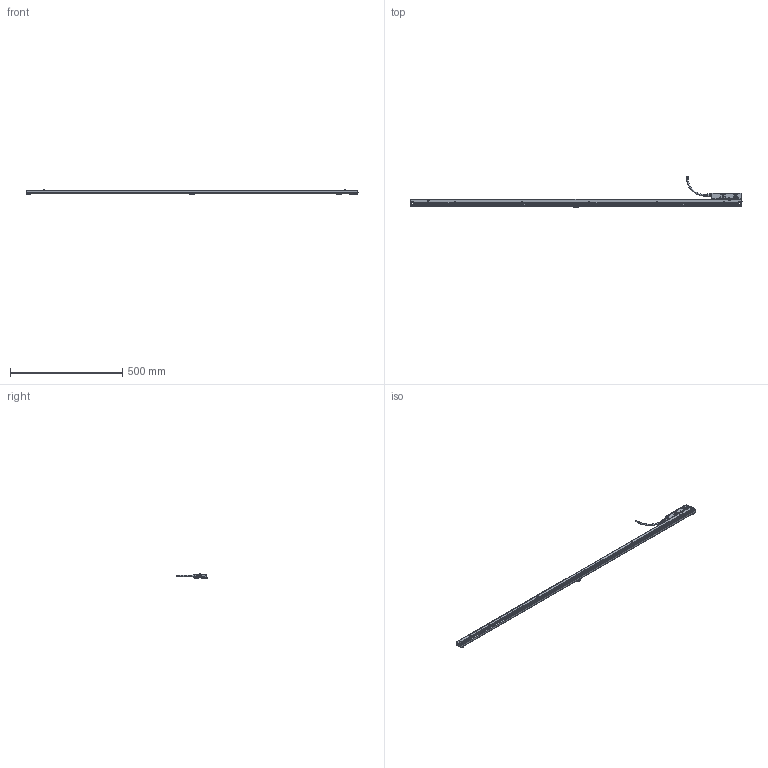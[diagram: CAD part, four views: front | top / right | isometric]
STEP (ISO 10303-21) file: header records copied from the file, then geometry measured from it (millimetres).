
FILE_DESCRIPTION(('CATIA V5 STEP'),'2;1');
FILE_NAME('SR27A-134-R.stp','2013-11-26T04:27:56+00:00',('none'),('none'),'CATIA Version 5 Release 19 SP 6 (IN-10)','CATIA V5 STEP AP214','none');
FILE_SCHEMA(('AUTOMOTIVE_DESIGN { 1 0 10303 214 1 1 1 1 }'));
Products named in the file (1): SR27A-134-R
Bounding box: 1478 x 141.2 x 17.85 mm (x, y, z)
Volume: 766947.7 mm3; surface area: 208269.5 mm2
Topology: 1 solids, 63 shells, 3150 faces, 8383 edges, 5363 vertices
Faces by surface type: plane 1585, cylinder 1146, cone 173, torus 138, bspline 68, sphere 40
Entity records: 95567 total; most frequent: CARTESIAN_POINT 23533, ORIENTED_EDGE 16646, DIRECTION 11674, EDGE_CURVE 8323, VERTEX_POINT 5363, VECTOR 4983, LINE 4983, AXIS2_PLACEMENT_3D 4624
